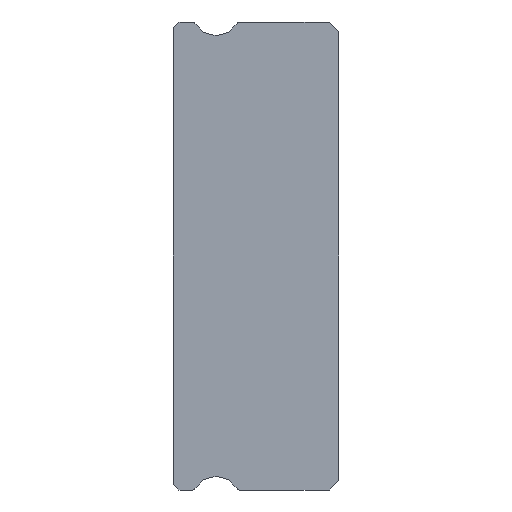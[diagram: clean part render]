
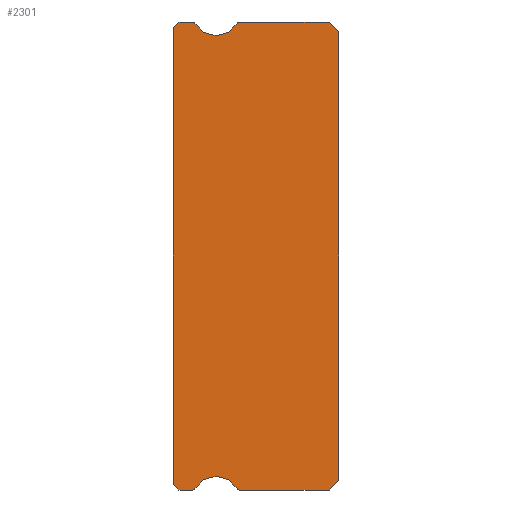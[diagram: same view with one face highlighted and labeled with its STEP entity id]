
A CAD part, left-side view. The second image highlights one B-rep face of the part: STEP entity #2301.
In plain terms, the highlighted planar face has unit normal (-1, 0, 0).
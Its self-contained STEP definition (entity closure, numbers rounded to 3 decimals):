
#20=CIRCLE('',#2468,0.15);
#22=CIRCLE('',#2471,1.25);
#24=CIRCLE('',#2474,0.15);
#76=CIRCLE('',#2532,0.15);
#78=CIRCLE('',#2535,1.25);
#80=CIRCLE('',#2538,0.15);
#518=ORIENTED_EDGE('',*,*,#834,.F.);
#519=ORIENTED_EDGE('',*,*,#980,.F.);
#520=ORIENTED_EDGE('',*,*,#927,.F.);
#521=ORIENTED_EDGE('',*,*,#924,.F.);
#522=ORIENTED_EDGE('',*,*,#921,.F.);
#523=ORIENTED_EDGE('',*,*,#918,.T.);
#524=ORIENTED_EDGE('',*,*,#915,.F.);
#525=ORIENTED_EDGE('',*,*,#912,.F.);
#526=ORIENTED_EDGE('',*,*,#909,.F.);
#527=ORIENTED_EDGE('',*,*,#906,.F.);
#528=ORIENTED_EDGE('',*,*,#853,.F.);
#529=ORIENTED_EDGE('',*,*,#850,.F.);
#530=ORIENTED_EDGE('',*,*,#847,.F.);
#531=ORIENTED_EDGE('',*,*,#844,.T.);
#532=ORIENTED_EDGE('',*,*,#841,.F.);
#533=ORIENTED_EDGE('',*,*,#838,.F.);
#834=EDGE_CURVE('',#1082,#1083,#1314,.T.);
#838=EDGE_CURVE('',#1083,#1086,#1318,.T.);
#841=EDGE_CURVE('',#1086,#1088,#20,.T.);
#844=EDGE_CURVE('',#1090,#1088,#22,.T.);
#847=EDGE_CURVE('',#1090,#1092,#24,.T.);
#850=EDGE_CURVE('',#1092,#1094,#1324,.T.);
#853=EDGE_CURVE('',#1094,#1096,#1327,.T.);
#906=EDGE_CURVE('',#1096,#1148,#1330,.T.);
#909=EDGE_CURVE('',#1148,#1150,#1333,.T.);
#912=EDGE_CURVE('',#1150,#1152,#1336,.T.);
#915=EDGE_CURVE('',#1152,#1154,#76,.T.);
#918=EDGE_CURVE('',#1156,#1154,#78,.T.);
#921=EDGE_CURVE('',#1156,#1158,#80,.T.);
#924=EDGE_CURVE('',#1158,#1160,#1342,.T.);
#927=EDGE_CURVE('',#1160,#1162,#1345,.T.);
#980=EDGE_CURVE('',#1162,#1082,#1348,.T.);
#1082=VERTEX_POINT('',#3646);
#1083=VERTEX_POINT('',#3647);
#1086=VERTEX_POINT('',#3655);
#1088=VERTEX_POINT('',#3661);
#1090=VERTEX_POINT('',#3667);
#1092=VERTEX_POINT('',#3673);
#1094=VERTEX_POINT('',#3679);
#1096=VERTEX_POINT('',#3685);
#1148=VERTEX_POINT('',#3791);
#1150=VERTEX_POINT('',#3797);
#1152=VERTEX_POINT('',#3803);
#1154=VERTEX_POINT('',#3809);
#1156=VERTEX_POINT('',#3815);
#1158=VERTEX_POINT('',#3821);
#1160=VERTEX_POINT('',#3827);
#1162=VERTEX_POINT('',#3833);
#1314=LINE('',#3645,#1350);
#1318=LINE('',#3654,#1354);
#1324=LINE('',#3678,#1360);
#1327=LINE('',#3684,#1363);
#1330=LINE('',#3790,#1366);
#1333=LINE('',#3796,#1369);
#1336=LINE('',#3802,#1372);
#1342=LINE('',#3826,#1378);
#1345=LINE('',#3832,#1381);
#1348=LINE('',#3938,#1384);
#1350=VECTOR('',#2849,1000.);
#1354=VECTOR('',#2855,1000.);
#1360=VECTOR('',#2881,1000.);
#1363=VECTOR('',#2886,1000.);
#1366=VECTOR('',#2991,1000.);
#1369=VECTOR('',#2996,1000.);
#1372=VECTOR('',#3001,1000.);
#1378=VECTOR('',#3027,1000.);
#1381=VECTOR('',#3032,1000.);
#1384=VECTOR('',#3137,1000.);
#1503=EDGE_LOOP('',(#518,#519,#520,#521,#522,#523,#524,#525,#526,#527,#528,
#529,#530,#531,#532,#533));
#1921=FACE_BOUND('',#1503,.T.);
#2233=PLANE('',#2594);
#2301=ADVANCED_FACE('',(#1921),#2233,.F.);
#2468=AXIS2_PLACEMENT_3D('',#3660,#2860,#2861);
#2471=AXIS2_PLACEMENT_3D('',#3666,#2867,#2868);
#2474=AXIS2_PLACEMENT_3D('',#3672,#2874,#2875);
#2532=AXIS2_PLACEMENT_3D('',#3808,#3006,#3007);
#2535=AXIS2_PLACEMENT_3D('',#3814,#3013,#3014);
#2538=AXIS2_PLACEMENT_3D('',#3820,#3020,#3021);
#2594=AXIS2_PLACEMENT_3D('',#3941,#3141,#3142);
#2849=DIRECTION('',(0.,-0.707,0.707));
#2855=DIRECTION('',(0.,-1.,0.));
#2860=DIRECTION('',(1.,0.,0.));
#2861=DIRECTION('',(0.,0.,-1.));
#2867=DIRECTION('',(1.,0.,0.));
#2868=DIRECTION('',(0.,0.,-1.));
#2874=DIRECTION('',(1.,0.,0.));
#2875=DIRECTION('',(0.,0.,-1.));
#2881=DIRECTION('',(0.,-1.,0.));
#2886=DIRECTION('',(0.,-0.707,-0.707));
#2991=DIRECTION('',(0.,0.,-1.));
#2996=DIRECTION('',(0.,0.707,-0.707));
#3001=DIRECTION('',(0.,1.,0.));
#3006=DIRECTION('',(1.,0.,0.));
#3007=DIRECTION('',(0.,0.,-1.));
#3013=DIRECTION('',(1.,0.,0.));
#3014=DIRECTION('',(0.,0.,-1.));
#3020=DIRECTION('',(1.,0.,0.));
#3021=DIRECTION('',(0.,0.,-1.));
#3027=DIRECTION('',(0.,1.,0.));
#3032=DIRECTION('',(0.,0.707,0.707));
#3137=DIRECTION('',(0.,0.,1.));
#3141=DIRECTION('',(1.,0.,0.));
#3142=DIRECTION('',(0.,0.,-1.));
#3645=CARTESIAN_POINT('',(-20.,8.5,11.7));
#3646=CARTESIAN_POINT('',(-20.,8.5,11.7));
#3647=CARTESIAN_POINT('',(-20.,8.2,12.));
#3654=CARTESIAN_POINT('',(-20.,8.2,12.));
#3655=CARTESIAN_POINT('',(-20.,7.512,12.));
#3660=CARTESIAN_POINT('',(-20.,7.512,11.85));
#3661=CARTESIAN_POINT('',(-20.,7.383,11.925));
#3666=CARTESIAN_POINT('',(-20.,6.3,12.55));
#3667=CARTESIAN_POINT('',(-20.,5.217,11.925));
#3672=CARTESIAN_POINT('',(-20.,5.088,11.85));
#3673=CARTESIAN_POINT('',(-20.,5.088,12.));
#3678=CARTESIAN_POINT('',(-20.,5.088,12.));
#3679=CARTESIAN_POINT('',(-20.,0.5,12.));
#3684=CARTESIAN_POINT('',(-20.,0.5,12.));
#3685=CARTESIAN_POINT('',(-20.,0.,11.5));
#3790=CARTESIAN_POINT('',(-20.,0.,11.5));
#3791=CARTESIAN_POINT('',(-20.,0.,-11.5));
#3796=CARTESIAN_POINT('',(-20.,0.,-11.5));
#3797=CARTESIAN_POINT('',(-20.,0.5,-12.));
#3802=CARTESIAN_POINT('',(-20.,0.5,-12.));
#3803=CARTESIAN_POINT('',(-20.,5.088,-12.));
#3808=CARTESIAN_POINT('',(-20.,5.088,-11.85));
#3809=CARTESIAN_POINT('',(-20.,5.217,-11.925));
#3814=CARTESIAN_POINT('',(-20.,6.3,-12.55));
#3815=CARTESIAN_POINT('',(-20.,7.383,-11.925));
#3820=CARTESIAN_POINT('',(-20.,7.512,-11.85));
#3821=CARTESIAN_POINT('',(-20.,7.512,-12.));
#3826=CARTESIAN_POINT('',(-20.,7.512,-12.));
#3827=CARTESIAN_POINT('',(-20.,8.2,-12.));
#3832=CARTESIAN_POINT('',(-20.,8.2,-12.));
#3833=CARTESIAN_POINT('',(-20.,8.5,-11.7));
#3938=CARTESIAN_POINT('',(-20.,8.5,-11.7));
#3941=CARTESIAN_POINT('',(-20.,7.512,11.85));
